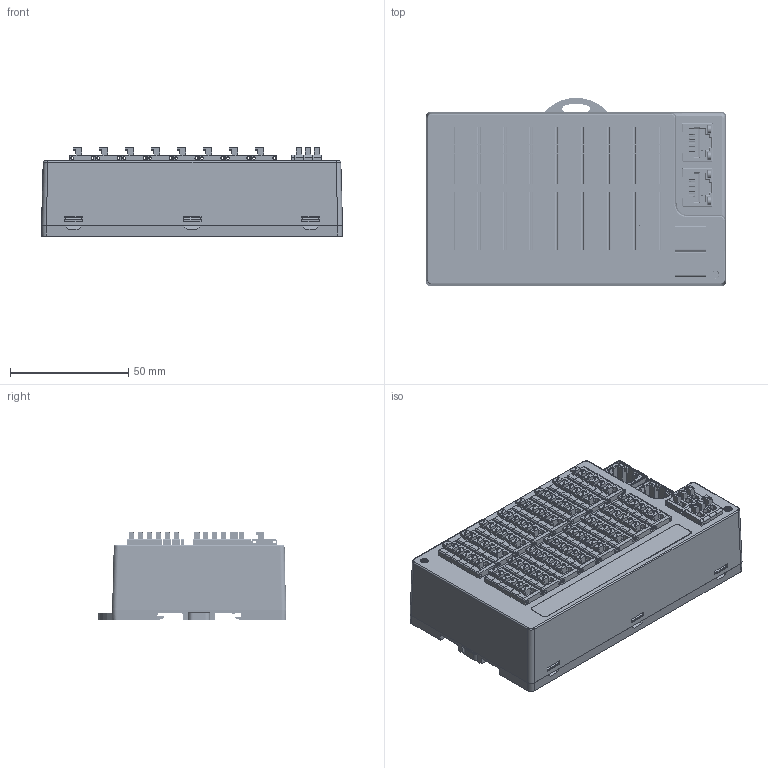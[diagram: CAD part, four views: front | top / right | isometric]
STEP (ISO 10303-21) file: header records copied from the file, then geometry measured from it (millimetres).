
FILE_DESCRIPTION(/* description */ (''),/* implementation_level */ '2;1');
FILE_NAME(/* name */ '',/* time_stamp */ '2024-08-20T11:46:30+08:00',/* author */ (''),/* organization */ (''),/* preprocessor_version */ 'ST-DEVELOPER v14',/* originating_system */ 'SIEMENS PLM Software NX 8.0',/* authorisation */ '');
FILE_SCHEMA (('AUTOMOTIVE_DESIGN { 1 0 10303 214 3 1 1 1 }'));
Products named in the file (1): EC5-32_stp
Bounding box: 127.42 x 79.71 x 37.3 mm (x, y, z)
Volume: 859.2 mm3; surface area: 61830.4 mm2
Topology: 4 solids, 5 shells, 4522 faces, 12426 edges, 8164 vertices
Faces by surface type: plane 3251, cylinder 1118, torus 80, bspline 60, sphere 9, cone 4
Full cylindrical faces by diameter (mm): 0.45 x62, 1.168 x120, 1.178 x120, 3 x17
Entity records: 154383 total; most frequent: CARTESIAN_POINT 40151, ORIENTED_EDGE 23672, DIRECTION 22529, EDGE_CURVE 11836, LINE 9283, VECTOR 9283, VERTEX_POINT 7984, AXIS2_PLACEMENT_3D 6623
